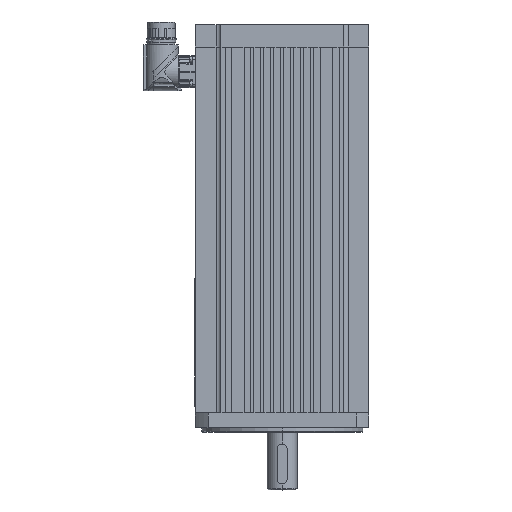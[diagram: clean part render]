
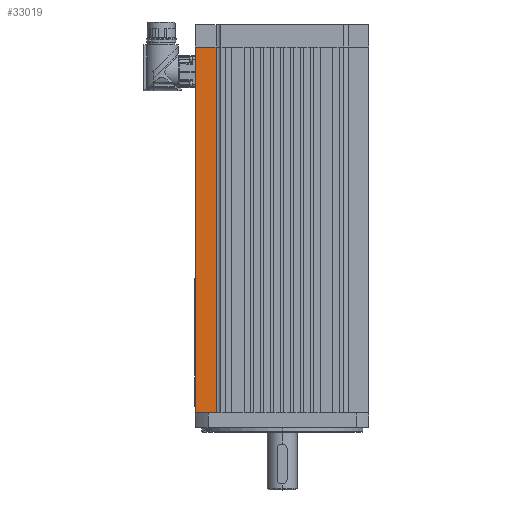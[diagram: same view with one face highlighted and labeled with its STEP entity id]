
A CAD part, left-side view. The second image highlights one B-rep face of the part: STEP entity #33019.
In plain terms, the highlighted face is planar.
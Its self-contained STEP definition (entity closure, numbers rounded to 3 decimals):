
#28141=CARTESIAN_POINT('',(-49.3,70.,295.0));
#28142=VERTEX_POINT('',#28141);
#28179=CARTESIAN_POINT('',(-49.3,53.3,295.0));
#28180=VERTEX_POINT('',#28179);
#28181=CARTESIAN_POINT('',(-49.3,53.3,295.0));
#28182=DIRECTION('',(0.0,1.0,0.0));
#28183=VECTOR('',#28182,16.7);
#28184=LINE('',#28181,#28183);
#28185=EDGE_CURVE('',#28180,#28142,#28184,.T.);
#29575=CARTESIAN_POINT('',(-49.3,53.3,0.0));
#29576=VERTEX_POINT('',#29575);
#29584=CARTESIAN_POINT('',(-49.3,70.,0.0));
#29585=VERTEX_POINT('',#29584);
#29586=CARTESIAN_POINT('',(-49.3,70.,0.0));
#29587=DIRECTION('',(0.0,-1.0,0.0));
#29588=VECTOR('',#29587,16.7);
#29589=LINE('',#29586,#29588);
#29590=EDGE_CURVE('',#29585,#29576,#29589,.T.);
#32992=CARTESIAN_POINT('',(-49.3,53.3,0.0));
#32993=DIRECTION('',(0.0,0.0,1.0));
#32994=VECTOR('',#32993,295.0);
#32995=LINE('',#32992,#32994);
#32996=EDGE_CURVE('',#29576,#28180,#32995,.T.);
#33003=CARTESIAN_POINT('',(-49.3,53.3,0.0));
#33004=DIRECTION('',(-1.0,0.0,0.0));
#33005=DIRECTION('',(0.0,0.0,1.0));
#33006=AXIS2_PLACEMENT_3D('',#33003,#33004,#33005);
#33007=PLANE('',#33006);
#33008=ORIENTED_EDGE('',*,*,#28185,.T.);
#33009=CARTESIAN_POINT('',(-49.3,70.,0.0));
#33010=DIRECTION('',(0.0,0.0,1.0));
#33011=VECTOR('',#33010,295.0);
#33012=LINE('',#33009,#33011);
#33013=EDGE_CURVE('',#29585,#28142,#33012,.T.);
#33014=ORIENTED_EDGE('',*,*,#33013,.F.);
#33015=ORIENTED_EDGE('',*,*,#29590,.T.);
#33016=ORIENTED_EDGE('',*,*,#32996,.T.);
#33017=EDGE_LOOP('',(#33008,#33014,#33015,#33016));
#33018=FACE_OUTER_BOUND('',#33017,.T.);
#33019=ADVANCED_FACE('',(#33018),#33007,.T.);
